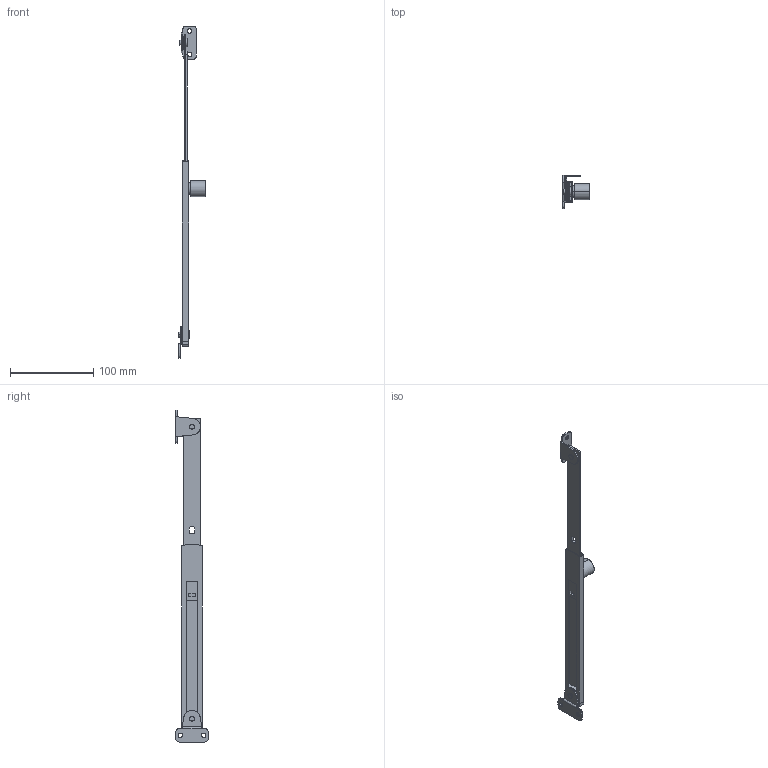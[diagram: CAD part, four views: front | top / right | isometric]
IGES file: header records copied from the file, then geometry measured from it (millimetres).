
Start section: SolidWorks IGES file using analytic representation for surfaces
Global section: file name: B-1475-1-2.IGS,15; native system: HSolidWorks 2011; preprocessor: SolidWorks 2011; author: 0849sm; date: 120214.103327; units: millimetre
Bounding box: 32.1 x 40 x 398 mm (x, y, z)
Surface area: 40367.4 mm2 (no closed solid volume)
Topology: 0 solids, 0 shells, 143 faces, 2266 edges, 2266 vertices
Faces by surface type: bspline 78, revolution 65
